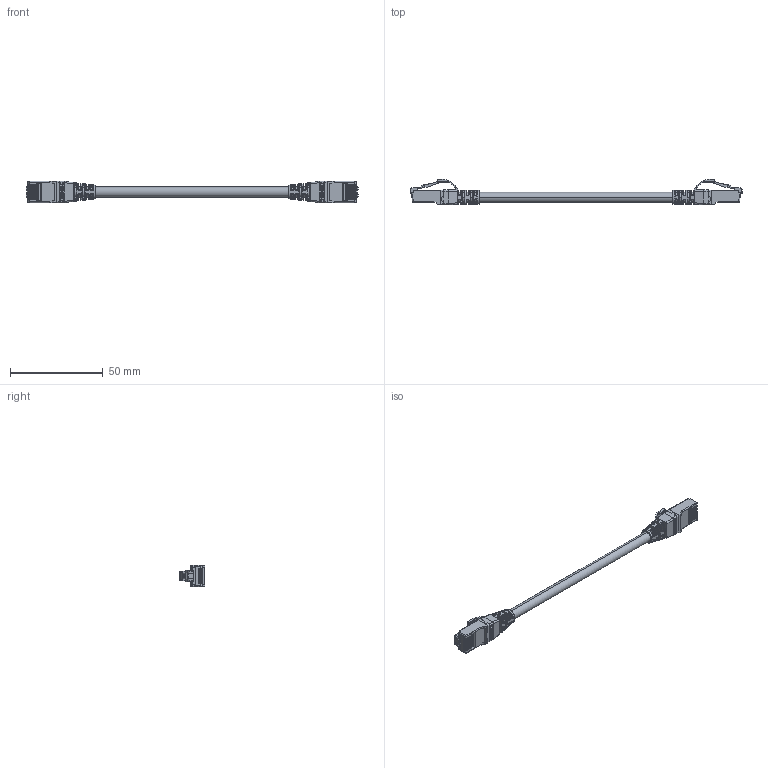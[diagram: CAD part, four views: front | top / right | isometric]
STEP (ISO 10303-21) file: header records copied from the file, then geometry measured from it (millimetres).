
FILE_DESCRIPTION (( 'STEP AP214' ), '1' );
FILE_NAME ('TRD695.STEP', '2006-09-01T13:57:58', ( 'X' ), ( 'L-COM' ), 'SwSTEP 2.0', 'SolidWorks 2006052', '' );
FILE_SCHEMA (( 'AUTOMOTIVE_DESIGN' ));
Length unit declared in the file: inch
Products named in the file (3): 1AD01-005_crimped; TRD695; 3AC03-066
Assembly tree (3 placements, depth 2):
  TRD695
    1AD01-005_crimped  x2
    3AC03-066
Bounding box: 178.92 x 13.74 x 11.68 mm (x, y, z)
Volume: 6294.5 mm3; surface area: 10068.4 mm2
Topology: 7 solids, 7 shells, 3432 faces, 9208 edges, 5756 vertices
Faces by surface type: plane 1582, cylinder 1042, bspline 732, cone 76
Entity records: 68198 total; most frequent: CARTESIAN_POINT 28609, ORIENTED_EDGE 9214, DIRECTION 6969, EDGE_CURVE 4607, VERTEX_POINT 2880, LINE 2773, VECTOR 2773, AXIS2_PLACEMENT_3D 2098
